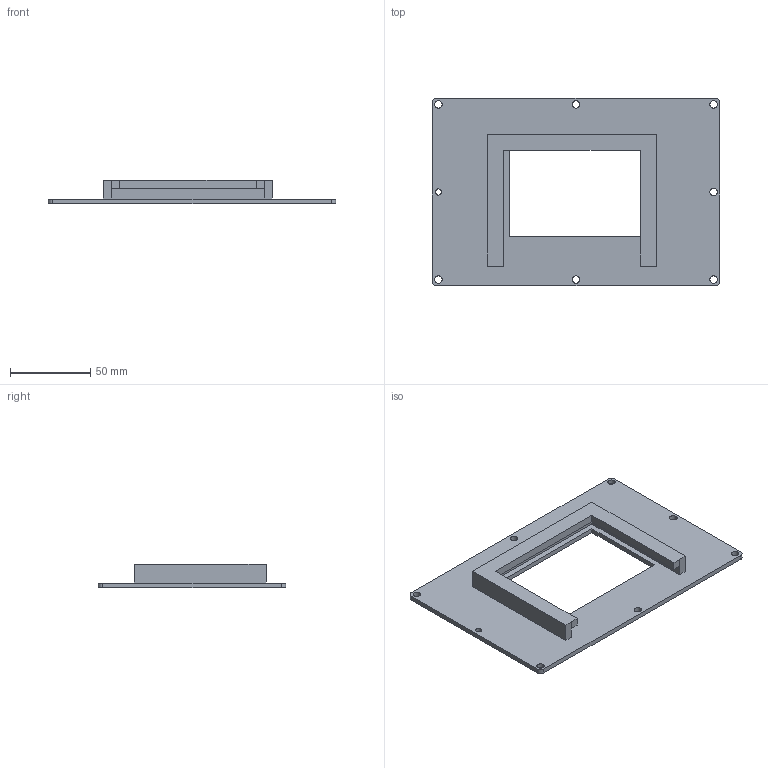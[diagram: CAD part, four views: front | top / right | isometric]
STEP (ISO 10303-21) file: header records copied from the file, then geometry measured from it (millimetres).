
FILE_DESCRIPTION(/* description */ (''),/* implementation_level */ '2;1');
FILE_NAME(/* name */ 'Lid - Compact - PI_SCREEN v1.step',/* time_stamp */ '2020-02-09T10:11:47-06:00',/* author */ (''),/* organization */ (''),/* preprocessor_version */ 'ST-DEVELOPER v18',/* originating_system */ 'Autodesk Translation Framework v8.12.0.6',/* authorisation */ '');
FILE_SCHEMA (('AUTOMOTIVE_DESIGN { 1 0 10303 214 3 1 1 }'));
Length unit declared in the file: millimetre
Products named in the file (1): Lid - Compact - PI_SCREEN
Bounding box: 178.6 x 116.39 x 14.7 mm (x, y, z)
Volume: 69394.6 mm3; surface area: 43618.9 mm2
Topology: 1 solids, 1 shells, 37 faces, 102 edges, 68 vertices
Faces by surface type: plane 25, cylinder 12
Full cylindrical faces by diameter (mm): 3.8 x1, 4.6 x7
Entity records: 1249 total; most frequent: CARTESIAN_POINT 208, ORIENTED_EDGE 204, DIRECTION 202, EDGE_CURVE 102, LINE 78, VECTOR 78, VERTEX_POINT 68, AXIS2_PLACEMENT_3D 62
